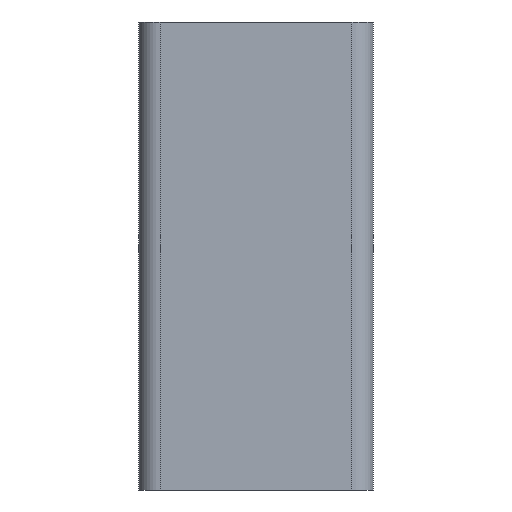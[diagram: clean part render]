
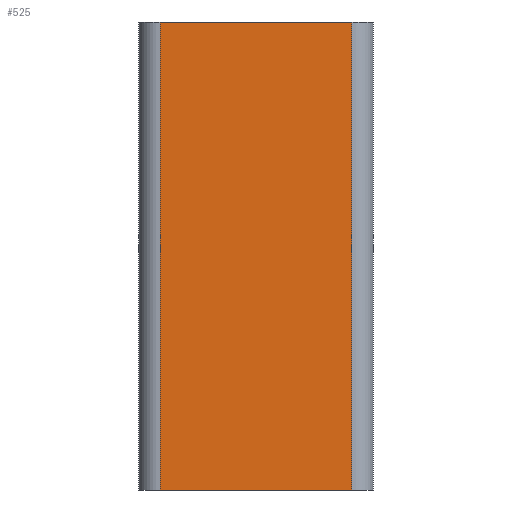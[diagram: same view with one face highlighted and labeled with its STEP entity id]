
A CAD part, left-side view. The second image highlights one B-rep face of the part: STEP entity #525.
In plain terms, the highlighted planar face has unit normal (-1, 0, 0).
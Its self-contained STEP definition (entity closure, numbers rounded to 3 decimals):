
#460=CARTESIAN_POINT('',(-25.,-20.5,100.0));
#461=VERTEX_POINT('',#460);
#469=CARTESIAN_POINT('',(-25.,-20.5,0.0));
#470=VERTEX_POINT('',#469);
#471=CARTESIAN_POINT('',(-25.,-20.5,0.0));
#472=DIRECTION('',(0.0,0.0,1.0));
#473=VECTOR('',#472,100.0);
#474=LINE('',#471,#473);
#475=EDGE_CURVE('',#470,#461,#474,.T.);
#495=CARTESIAN_POINT('',(-25.,-20.5,0.0));
#496=DIRECTION('',(-1.0,0.0,0.0));
#497=DIRECTION('',(0.0,0.0,1.0));
#498=AXIS2_PLACEMENT_3D('',#495,#496,#497);
#499=PLANE('',#498);
#500=CARTESIAN_POINT('',(-25.,20.5,100.0));
#501=VERTEX_POINT('',#500);
#502=CARTESIAN_POINT('',(-25.,-20.5,100.0));
#503=DIRECTION('',(0.0,1.0,0.0));
#504=VECTOR('',#503,41.);
#505=LINE('',#502,#504);
#506=EDGE_CURVE('',#461,#501,#505,.T.);
#507=ORIENTED_EDGE('',*,*,#506,.T.);
#508=CARTESIAN_POINT('',(-25.,20.5,0.0));
#509=VERTEX_POINT('',#508);
#510=CARTESIAN_POINT('',(-25.,20.5,0.0));
#511=DIRECTION('',(0.0,0.0,1.0));
#512=VECTOR('',#511,100.0);
#513=LINE('',#510,#512);
#514=EDGE_CURVE('',#509,#501,#513,.T.);
#515=ORIENTED_EDGE('',*,*,#514,.F.);
#516=CARTESIAN_POINT('',(-25.,-20.5,0.0));
#517=DIRECTION('',(0.0,1.0,0.0));
#518=VECTOR('',#517,41.);
#519=LINE('',#516,#518);
#520=EDGE_CURVE('',#470,#509,#519,.T.);
#521=ORIENTED_EDGE('',*,*,#520,.F.);
#522=ORIENTED_EDGE('',*,*,#475,.T.);
#523=EDGE_LOOP('',(#507,#515,#521,#522));
#524=FACE_OUTER_BOUND('',#523,.T.);
#525=ADVANCED_FACE('',(#524),#499,.T.);
